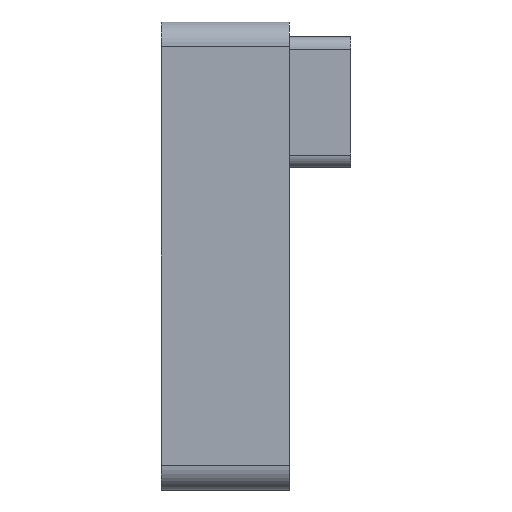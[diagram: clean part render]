
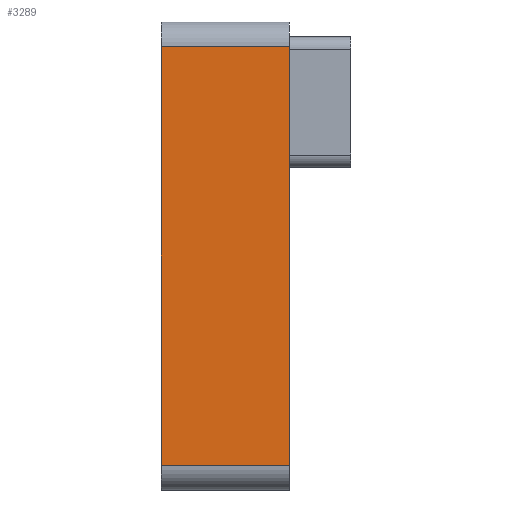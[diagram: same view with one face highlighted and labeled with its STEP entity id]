
A CAD part, front view. The second image highlights one B-rep face of the part: STEP entity #3289.
In plain terms, the highlighted planar face has unit normal (0, -1, 0).
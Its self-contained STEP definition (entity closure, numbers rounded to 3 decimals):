
#981 = VECTOR ( 'NONE', #18505, 1000. ) ;
#1451 = CARTESIAN_POINT ( 'NONE',  ( -2.6, -15.5, -8.5 ) ) ;
#2624 = VECTOR ( 'NONE', #20042, 1000. ) ;
#2814 = ORIENTED_EDGE ( 'NONE', *, *, #7310, .T. ) ;
#3173 = EDGE_CURVE ( 'NONE', #14116, #3944, #9401, .T. ) ;
#3289 = ADVANCED_FACE ( 'NONE', ( #8127 ), #10569, .F. ) ;
#3429 = DIRECTION ( 'NONE',  ( -1., 0., 0. ) ) ;
#3682 = EDGE_CURVE ( 'NONE', #9713, #13892, #6292, .T. ) ;
#3927 = ORIENTED_EDGE ( 'NONE', *, *, #3173, .F. ) ;
#3944 = VERTEX_POINT ( 'NONE', #16639 ) ;
#4170 = CARTESIAN_POINT ( 'NONE',  ( 2.6, -15.5, 8.5 ) ) ;
#4229 = EDGE_LOOP ( 'NONE', ( #15559, #21489, #3927, #2814 ) ) ;
#4588 = VECTOR ( 'NONE', #3429, 1000. ) ;
#6012 = AXIS2_PLACEMENT_3D ( 'NONE', #4170, #20579, #8887 ) ;
#6292 = LINE ( 'NONE', #16782, #2624 ) ;
#7310 = EDGE_CURVE ( 'NONE', #14116, #9713, #17353, .T. ) ;
#8127 = FACE_OUTER_BOUND ( 'NONE', #4229, .T. ) ;
#8887 = DIRECTION ( 'NONE',  ( 0., 0., 1. ) ) ;
#9401 = LINE ( 'NONE', #18277, #14334 ) ;
#9408 = CARTESIAN_POINT ( 'NONE',  ( -2.6, -15.5, 8.5 ) ) ;
#9713 = VERTEX_POINT ( 'NONE', #9408 ) ;
#9999 = DIRECTION ( 'NONE',  ( 0., 0., -1. ) ) ;
#10084 = EDGE_CURVE ( 'NONE', #3944, #13892, #19141, .T. ) ;
#10569 = PLANE ( 'NONE',  #6012 ) ;
#13652 = CARTESIAN_POINT ( 'NONE',  ( 2.6, -15.5, 8.5 ) ) ;
#13892 = VERTEX_POINT ( 'NONE', #1451 ) ;
#14116 = VERTEX_POINT ( 'NONE', #13652 ) ;
#14334 = VECTOR ( 'NONE', #9999, 1000. ) ;
#15559 = ORIENTED_EDGE ( 'NONE', *, *, #3682, .T. ) ;
#16639 = CARTESIAN_POINT ( 'NONE',  ( 2.6, -15.5, -8.5 ) ) ;
#16695 = CARTESIAN_POINT ( 'NONE',  ( 2.6, -15.5, 8.5 ) ) ;
#16782 = CARTESIAN_POINT ( 'NONE',  ( -2.6, -15.5, 8.5 ) ) ;
#17353 = LINE ( 'NONE', #16695, #981 ) ;
#17730 = CARTESIAN_POINT ( 'NONE',  ( 2.6, -15.5, -8.5 ) ) ;
#18277 = CARTESIAN_POINT ( 'NONE',  ( 2.6, -15.5, 8.5 ) ) ;
#18505 = DIRECTION ( 'NONE',  ( -1., 0., 0. ) ) ;
#19141 = LINE ( 'NONE', #17730, #4588 ) ;
#20042 = DIRECTION ( 'NONE',  ( 0., 0., -1. ) ) ;
#20579 = DIRECTION ( 'NONE',  ( 0., 1., 0. ) ) ;
#21489 = ORIENTED_EDGE ( 'NONE', *, *, #10084, .F. ) ;
